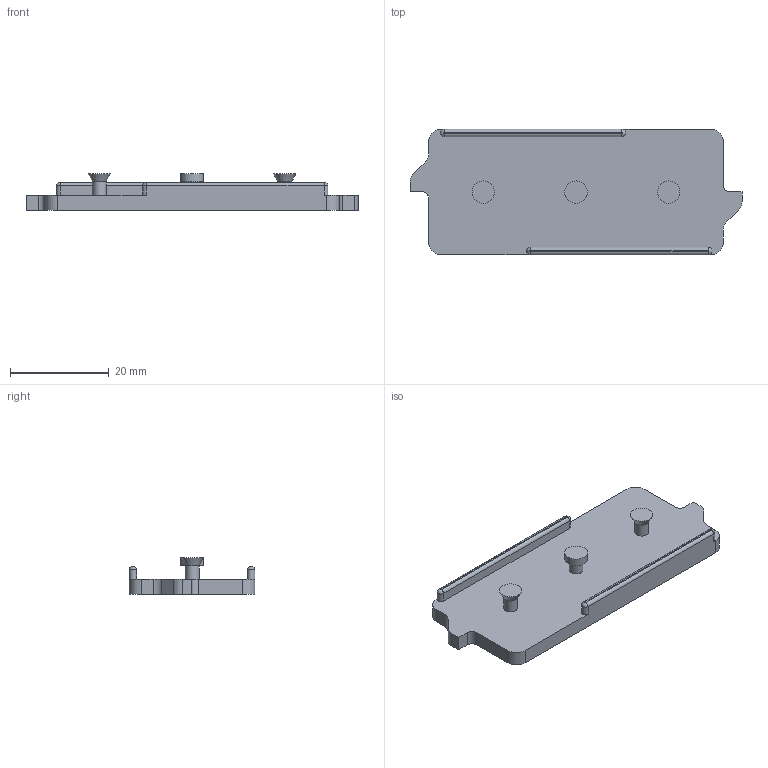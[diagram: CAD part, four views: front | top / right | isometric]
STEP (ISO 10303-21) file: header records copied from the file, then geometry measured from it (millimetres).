
FILE_DESCRIPTION(/* description */ (''),/* implementation_level */ '2;1');
FILE_NAME(/* name */ 'BasePlate v8 v1.step',/* time_stamp */ '2018-03-12T09:18:48-04:00',/* author */ ('alexandermcalpine'),/* organization */ (''),/* preprocessor_version */ 'ST-DEVELOPER v16.13',/* originating_system */ 'Autodesk Translation Framework v6.5.0.72',/* authorisation */ '');
FILE_SCHEMA (('AUTOMOTIVE_DESIGN { 1 0 10303 214 3 1 1 }'));
Length unit declared in the file: inch
Products named in the file (1): BasePlate v8
Bounding box: 67.3 x 25.47 x 7.37 mm (x, y, z)
Volume: 5120.3 mm3; surface area: 4166.6 mm2
Topology: 1 solids, 1 shells, 50 faces, 127 edges, 83 vertices
Faces by surface type: cylinder 22, plane 22, bspline 4, cone 2
Full cylindrical faces by diameter (mm): 2.794 x3, 4.572 x1
Entity records: 1613 total; most frequent: CARTESIAN_POINT 329, DIRECTION 276, ORIENTED_EDGE 254, EDGE_CURVE 127, AXIS2_PLACEMENT_3D 102, VERTEX_POINT 83, LINE 72, VECTOR 72
